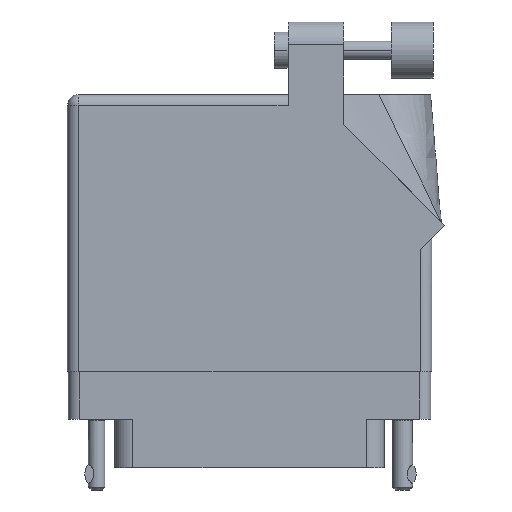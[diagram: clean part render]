
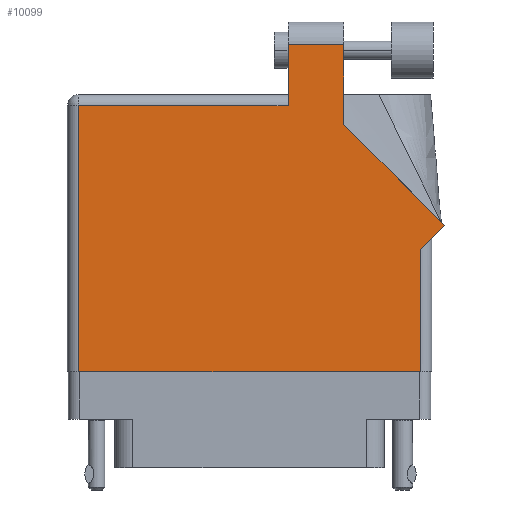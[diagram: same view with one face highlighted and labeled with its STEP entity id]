
A CAD part, front view. The second image highlights one B-rep face of the part: STEP entity #10099.
In plain terms, the highlighted face is planar.
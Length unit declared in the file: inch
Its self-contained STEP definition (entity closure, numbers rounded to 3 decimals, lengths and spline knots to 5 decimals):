
#1262 = FACE_OUTER_BOUND ( 'NONE', #5172, .T. ) ;
#1482 = ORIENTED_EDGE ( 'NONE', *, *, #18600, .T. ) ;
#4425 = DIRECTION ( 'NONE',  ( 0., -1., 0. ) ) ;
#4451 = LINE ( 'NONE', #18800, #35452 ) ;
#4545 = ORIENTED_EDGE ( 'NONE', *, *, #21023, .T. ) ;
#5172 = EDGE_LOOP ( 'NONE', ( #44405, #29041, #43278, #35941, #1482, #43482, #48274, #4545, #6416 ) ) ;
#5611 = DIRECTION ( 'NONE',  ( -0.707, 0.707, 0. ) ) ;
#6241 = LINE ( 'NONE', #37454, #24964 ) ;
#6416 = ORIENTED_EDGE ( 'NONE', *, *, #25305, .T. ) ;
#6458 = VERTEX_POINT ( 'NONE', #25563 ) ;
#6585 = CARTESIAN_POINT ( 'NONE',  ( 1.524, 1.36442, 0. ) ) ;
#7116 = VECTOR ( 'NONE', #5611, 39.37008 ) ;
#7345 = DIRECTION ( 'NONE',  ( -1., 0., 0. ) ) ;
#7839 = CARTESIAN_POINT ( 'NONE',  ( 0., 1.53, 0. ) ) ;
#10099 = ADVANCED_FACE ( 'NONE', ( #1262 ), #45021, .F. ) ;
#11178 = LINE ( 'NONE', #12455, #7116 ) ;
#11785 = CARTESIAN_POINT ( 'NONE',  ( 1.217, 1.468, 0. ) ) ;
#12038 = CARTESIAN_POINT ( 'NONE',  ( 2.08071, 0.80771, 0. ) ) ;
#12455 = CARTESIAN_POINT ( 'NONE',  ( 2.08071, 0.80771, 0. ) ) ;
#13109 = VECTOR ( 'NONE', #20457, 39.37008 ) ;
#13338 = LINE ( 'NONE', #45653, #15072 ) ;
#13590 = EDGE_CURVE ( 'NONE', #41019, #31754, #4451, .T. ) ;
#13691 = EDGE_CURVE ( 'NONE', #40839, #41019, #20229, .T. ) ;
#15072 = VECTOR ( 'NONE', #27139, 39.37008 ) ;
#16875 = CARTESIAN_POINT ( 'NONE',  ( 1.948, 0.737, 0. ) ) ;
#17671 = LINE ( 'NONE', #30240, #42727 ) ;
#17927 = CARTESIAN_POINT ( 'NONE',  ( 0.062, 0., 0. ) ) ;
#18600 = EDGE_CURVE ( 'NONE', #31754, #30597, #13338, .T. ) ;
#18800 = CARTESIAN_POINT ( 'NONE',  ( 0., 1.468, 0. ) ) ;
#20229 = LINE ( 'NONE', #31241, #38283 ) ;
#20457 = DIRECTION ( 'NONE',  ( 0.707, 0.707, 0. ) ) ;
#20867 = CARTESIAN_POINT ( 'NONE',  ( 1.948, 0., 0. ) ) ;
#21023 = EDGE_CURVE ( 'NONE', #26887, #28443, #33021, .T. ) ;
#22695 = DIRECTION ( 'NONE',  ( -1., 0., 0. ) ) ;
#24377 = CARTESIAN_POINT ( 'NONE',  ( 0.062, 1.468, 0. ) ) ;
#24964 = VECTOR ( 'NONE', #44964, 39.37008 ) ;
#25305 = EDGE_CURVE ( 'NONE', #28443, #42251, #11178, .T. ) ;
#25563 = CARTESIAN_POINT ( 'NONE',  ( 1.524, 1.805, 0. ) ) ;
#26212 = LINE ( 'NONE', #34974, #47161 ) ;
#26366 = CARTESIAN_POINT ( 'NONE',  ( 1.217, 1.805, 0. ) ) ;
#26887 = VERTEX_POINT ( 'NONE', #27523 ) ;
#27139 = DIRECTION ( 'NONE',  ( 0., -1., 0. ) ) ;
#27523 = CARTESIAN_POINT ( 'NONE',  ( 1.948, 0.675, 0. ) ) ;
#27953 = AXIS2_PLACEMENT_3D ( 'NONE', #7839, #33525, #22695 ) ;
#28443 = VERTEX_POINT ( 'NONE', #12038 ) ;
#29041 = ORIENTED_EDGE ( 'NONE', *, *, #38486, .T. ) ;
#30240 = CARTESIAN_POINT ( 'NONE',  ( 1.217, 1.805, 0. ) ) ;
#30435 = DIRECTION ( 'NONE',  ( -1., 0., 0. ) ) ;
#30597 = VERTEX_POINT ( 'NONE', #17927 ) ;
#31241 = CARTESIAN_POINT ( 'NONE',  ( 1.217, 1.53, 0. ) ) ;
#31245 = DIRECTION ( 'NONE',  ( 0., 1., 0. ) ) ;
#31754 = VERTEX_POINT ( 'NONE', #24377 ) ;
#33021 = LINE ( 'NONE', #46538, #13109 ) ;
#33525 = DIRECTION ( 'NONE',  ( 0., 0., -1. ) ) ;
#33925 = EDGE_CURVE ( 'NONE', #42251, #6458, #26212, .T. ) ;
#34720 = VERTEX_POINT ( 'NONE', #20867 ) ;
#34974 = CARTESIAN_POINT ( 'NONE',  ( 1.524, 1.36442, 0. ) ) ;
#34995 = EDGE_CURVE ( 'NONE', #30597, #34720, #6241, .T. ) ;
#35452 = VECTOR ( 'NONE', #30435, 39.37008 ) ;
#35941 = ORIENTED_EDGE ( 'NONE', *, *, #13590, .T. ) ;
#37454 = CARTESIAN_POINT ( 'NONE',  ( 0., 0., 0. ) ) ;
#38283 = VECTOR ( 'NONE', #4425, 39.37008 ) ;
#38486 = EDGE_CURVE ( 'NONE', #6458, #40839, #17671, .T. ) ;
#40127 = VECTOR ( 'NONE', #46856, 39.37008 ) ;
#40839 = VERTEX_POINT ( 'NONE', #26366 ) ;
#41019 = VERTEX_POINT ( 'NONE', #11785 ) ;
#42251 = VERTEX_POINT ( 'NONE', #6585 ) ;
#42547 = EDGE_CURVE ( 'NONE', #34720, #26887, #44224, .T. ) ;
#42727 = VECTOR ( 'NONE', #7345, 39.37008 ) ;
#43278 = ORIENTED_EDGE ( 'NONE', *, *, #13691, .T. ) ;
#43482 = ORIENTED_EDGE ( 'NONE', *, *, #34995, .T. ) ;
#44224 = LINE ( 'NONE', #16875, #40127 ) ;
#44405 = ORIENTED_EDGE ( 'NONE', *, *, #33925, .T. ) ;
#44964 = DIRECTION ( 'NONE',  ( 1., 0., 0. ) ) ;
#45021 = PLANE ( 'NONE',  #27953 ) ;
#45653 = CARTESIAN_POINT ( 'NONE',  ( 0.062, 0., 0. ) ) ;
#46538 = CARTESIAN_POINT ( 'NONE',  ( 2.01, 0.737, 0. ) ) ;
#46856 = DIRECTION ( 'NONE',  ( 0., 1., 0. ) ) ;
#47161 = VECTOR ( 'NONE', #31245, 39.37008 ) ;
#48274 = ORIENTED_EDGE ( 'NONE', *, *, #42547, .T. ) ;
